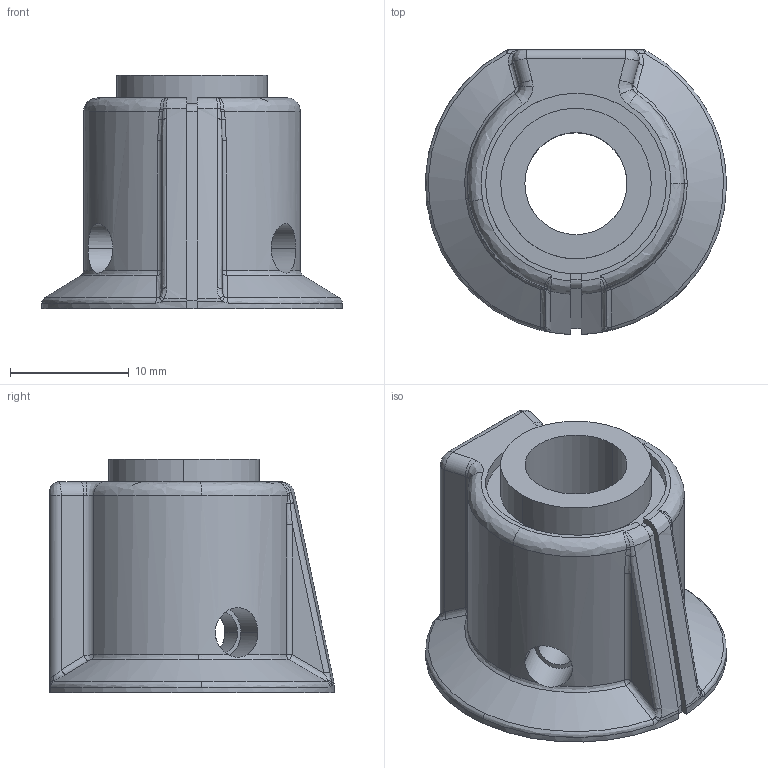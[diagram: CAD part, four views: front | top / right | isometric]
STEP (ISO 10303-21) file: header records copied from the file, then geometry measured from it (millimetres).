
FILE_DESCRIPTION (( 'STEP AP214' ), '1' );
FILE_NAME ('Rudder Trim Knob v2.STEP', '2021-04-26T02:36:17', ( '' ), ( '' ), 'SwSTEP 2.0', 'SolidWorks 2019', '' );
FILE_SCHEMA (( 'AUTOMOTIVE_DESIGN' ));
Length unit declared in the file: inch
Products named in the file (1): Rudder Trim Knob v2
Bounding box: 25.39 x 24 x 19.68 mm (x, y, z)
Volume: 4458.2 mm3; surface area: 4082.5 mm2
Topology: 2 solids, 2 shells, 118 faces, 300 edges, 178 vertices
Faces by surface type: bspline 59, cylinder 40, plane 15, cone 4
Entity records: 6851 total; most frequent: CARTESIAN_POINT 3044, ORIENTED_EDGE 588, DIRECTION 341, EDGE_CURVE 294, VERTEX_POINT 178, B_SPLINE_CURVE_WITH_KNOTS 144, AXIS2_PLACEMENT_3D 137, EDGE_LOOP 132
